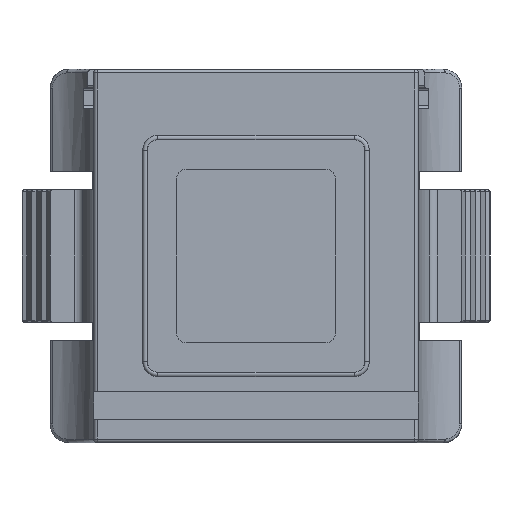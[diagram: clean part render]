
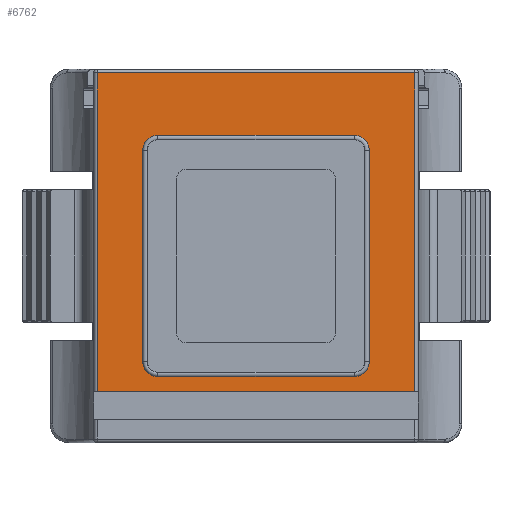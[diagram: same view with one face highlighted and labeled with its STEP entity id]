
A CAD part, front view. The second image highlights one B-rep face of the part: STEP entity #6762.
In plain terms, the highlighted planar face has unit normal (0, -1, 0).
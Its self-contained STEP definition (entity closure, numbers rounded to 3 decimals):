
#479=DIRECTION('',(0.,0.,-1.));
#480=VECTOR('',#479,16.9);
#481=CARTESIAN_POINT('',(-8.4,-11.5,9.7));
#482=LINE('',#481,#480);
#502=DIRECTION('',(-1.,0.,0.));
#503=VECTOR('',#502,16.8);
#504=CARTESIAN_POINT('',(8.4,-11.5,-7.2));
#505=LINE('',#504,#503);
#506=DIRECTION('',(0.,0.,1.));
#507=VECTOR('',#506,11.2);
#508=CARTESIAN_POINT('',(-6.,-11.5,-5.6));
#509=LINE('',#508,#507);
#510=CARTESIAN_POINT('',(-5.2,-11.5,-5.6));
#511=DIRECTION('',(0.,1.,0.));
#512=DIRECTION('',(0.,0.,-1.));
#513=AXIS2_PLACEMENT_3D('',#510,#511,#512);
#515=DIRECTION('',(-1.,0.,0.));
#516=VECTOR('',#515,10.4);
#517=CARTESIAN_POINT('',(5.2,-11.5,-6.4));
#518=LINE('',#517,#516);
#519=CARTESIAN_POINT('',(5.2,-11.5,-5.6));
#520=DIRECTION('',(0.,1.,0.));
#521=DIRECTION('',(1.,0.,0.));
#522=AXIS2_PLACEMENT_3D('',#519,#520,#521);
#524=DIRECTION('',(0.,0.,-1.));
#525=VECTOR('',#524,11.2);
#526=CARTESIAN_POINT('',(6.,-11.5,5.6));
#527=LINE('',#526,#525);
#528=CARTESIAN_POINT('',(5.2,-11.5,5.6));
#529=DIRECTION('',(0.,1.,0.));
#530=DIRECTION('',(0.,0.,1.));
#531=AXIS2_PLACEMENT_3D('',#528,#529,#530);
#533=DIRECTION('',(1.,0.,0.));
#534=VECTOR('',#533,10.4);
#535=CARTESIAN_POINT('',(-5.2,-11.5,6.4));
#536=LINE('',#535,#534);
#537=CARTESIAN_POINT('',(-5.2,-11.5,5.6));
#538=DIRECTION('',(0.,1.,0.));
#539=DIRECTION('',(-1.,0.,0.));
#540=AXIS2_PLACEMENT_3D('',#537,#538,#539);
#542=DIRECTION('',(-1.,0.,0.));
#543=VECTOR('',#542,16.8);
#544=CARTESIAN_POINT('',(8.4,-11.5,9.7));
#545=LINE('',#544,#543);
#2945=DIRECTION('',(0.,0.,1.));
#2946=VECTOR('',#2945,16.9);
#2947=CARTESIAN_POINT('',(8.4,-11.5,-7.2));
#2948=LINE('',#2947,#2946);
#5135=CARTESIAN_POINT('',(-8.4,-11.5,9.7));
#5136=CARTESIAN_POINT('',(-8.4,-11.5,-7.2));
#5137=VERTEX_POINT('',#5135);
#5138=VERTEX_POINT('',#5136);
#5143=CARTESIAN_POINT('',(8.4,-11.5,9.7));
#5144=VERTEX_POINT('',#5143);
#5149=CARTESIAN_POINT('',(8.4,-11.5,-7.2));
#5150=VERTEX_POINT('',#5149);
#5908=CARTESIAN_POINT('',(-6.,-11.5,-5.6));
#5909=CARTESIAN_POINT('',(-6.,-11.5,5.6));
#5910=VERTEX_POINT('',#5908);
#5911=VERTEX_POINT('',#5909);
#5912=CARTESIAN_POINT('',(-5.2,-11.5,6.4));
#5913=VERTEX_POINT('',#5912);
#5914=CARTESIAN_POINT('',(5.2,-11.5,6.4));
#5915=VERTEX_POINT('',#5914);
#5916=CARTESIAN_POINT('',(6.,-11.5,5.6));
#5917=VERTEX_POINT('',#5916);
#5918=CARTESIAN_POINT('',(6.,-11.5,-5.6));
#5919=VERTEX_POINT('',#5918);
#5920=CARTESIAN_POINT('',(5.2,-11.5,-6.4));
#5921=VERTEX_POINT('',#5920);
#5922=CARTESIAN_POINT('',(-5.2,-11.5,-6.4));
#5923=VERTEX_POINT('',#5922);
#6731=CARTESIAN_POINT('',(-7.1,-11.5,7.3));
#6732=DIRECTION('',(0.,-1.,0.));
#6733=DIRECTION('',(1.,0.,0.));
#6734=AXIS2_PLACEMENT_3D('',#6731,#6732,#6733);
#6735=PLANE('',#6734);
#6736=ORIENTED_EDGE('',*,*,#6722,.F.);
#6738=ORIENTED_EDGE('',*,*,#6737,.F.);
#6740=ORIENTED_EDGE('',*,*,#6739,.F.);
#6741=ORIENTED_EDGE('',*,*,#6706,.T.);
#6742=EDGE_LOOP('',(#6736,#6738,#6740,#6741));
#6743=FACE_OUTER_BOUND('',#6742,.F.);
#6745=ORIENTED_EDGE('',*,*,#6744,.F.);
#6747=ORIENTED_EDGE('',*,*,#6746,.F.);
#6749=ORIENTED_EDGE('',*,*,#6748,.F.);
#6751=ORIENTED_EDGE('',*,*,#6750,.F.);
#6753=ORIENTED_EDGE('',*,*,#6752,.F.);
#6755=ORIENTED_EDGE('',*,*,#6754,.F.);
#6757=ORIENTED_EDGE('',*,*,#6756,.F.);
#6759=ORIENTED_EDGE('',*,*,#6758,.F.);
#6760=EDGE_LOOP('',(#6745,#6747,#6749,#6751,#6753,#6755,#6757,#6759));
#6761=FACE_BOUND('',#6760,.F.);
#6762=ADVANCED_FACE('',(#6743,#6761),#6735,.T.);
#514=CIRCLE('',#513,0.8);
#523=CIRCLE('',#522,0.8);
#532=CIRCLE('',#531,0.8);
#541=CIRCLE('',#540,0.8);
#6706=EDGE_CURVE('',#5150,#5138,#505,.T.);
#6722=EDGE_CURVE('',#5137,#5138,#482,.T.);
#6737=EDGE_CURVE('',#5144,#5137,#545,.T.);
#6739=EDGE_CURVE('',#5150,#5144,#2948,.T.);
#6744=EDGE_CURVE('',#5910,#5911,#509,.T.);
#6746=EDGE_CURVE('',#5923,#5910,#514,.T.);
#6748=EDGE_CURVE('',#5921,#5923,#518,.T.);
#6750=EDGE_CURVE('',#5919,#5921,#523,.T.);
#6752=EDGE_CURVE('',#5917,#5919,#527,.T.);
#6754=EDGE_CURVE('',#5915,#5917,#532,.T.);
#6756=EDGE_CURVE('',#5913,#5915,#536,.T.);
#6758=EDGE_CURVE('',#5911,#5913,#541,.T.);
